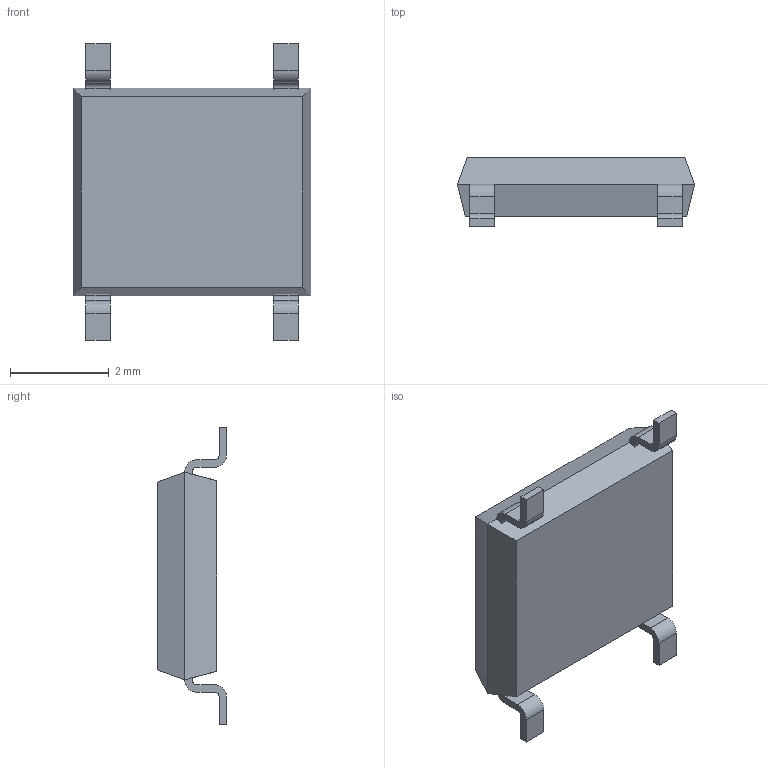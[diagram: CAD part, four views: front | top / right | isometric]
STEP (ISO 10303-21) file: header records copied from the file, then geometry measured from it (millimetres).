
FILE_DESCRIPTION (( 'STEP AP214' ), '1' );
FILE_NAME ('ABS10A-13.STEP', '2021-08-04T09:26:57', ( '' ), ( '' ), 'SwSTEP 2.0', 'SolidWorks 2018', '' );
FILE_SCHEMA (( 'AUTOMOTIVE_DESIGN' ));
Length unit declared in the file: millimetre
Products named in the file (1): ABS10A-13
Bounding box: 4.8 x 1.4 x 6 mm (x, y, z)
Volume: 22.5 mm3; surface area: 85.4 mm2
Topology: 3 solids, 3 shells, 66 faces, 178 edges, 114 vertices
Faces by surface type: plane 48, cylinder 18
Entity records: 2348 total; most frequent: CARTESIAN_POINT 365, ORIENTED_EDGE 356, DIRECTION 346, EDGE_CURVE 178, LINE 140, VECTOR 140, VERTEX_POINT 114, AXIS2_PLACEMENT_3D 103
